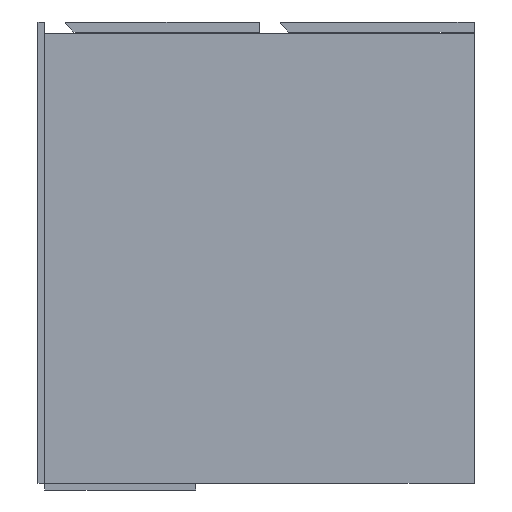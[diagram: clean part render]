
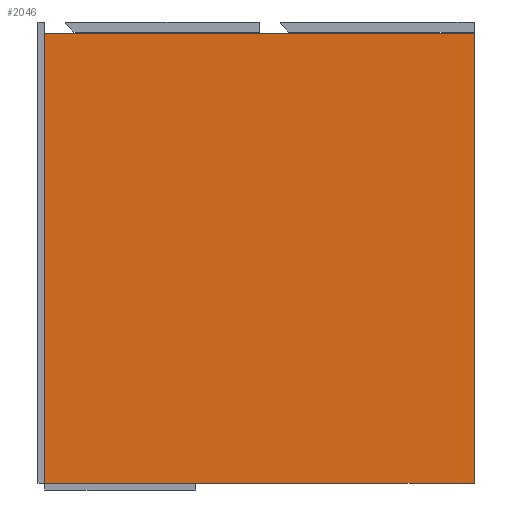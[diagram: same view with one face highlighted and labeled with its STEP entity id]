
A CAD part, left-side view. The second image highlights one B-rep face of the part: STEP entity #2046.
In plain terms, the highlighted planar face has unit normal (-1, 0, 0).
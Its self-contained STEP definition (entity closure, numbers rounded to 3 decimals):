
#40 = DIRECTION ( 'NONE',  ( 1., 0., 0. ) ) ;
#217 = CARTESIAN_POINT ( 'NONE',  ( 2., 1048.337, -550. ) ) ;
#254 = VERTEX_POINT ( 'NONE', #4913 ) ;
#360 = VECTOR ( 'NONE', #7915, 1000. ) ;
#2046 = ADVANCED_FACE ( 'NONE', ( #10285 ), #7676, .F. ) ;
#3668 = DIRECTION ( 'NONE',  ( 0., -1., 0. ) ) ;
#3672 = VERTEX_POINT ( 'NONE', #8809 ) ;
#4497 = CARTESIAN_POINT ( 'NONE',  ( 2., 0., -14. ) ) ;
#4893 = LINE ( 'NONE', #16231, #7778 ) ;
#4913 = CARTESIAN_POINT ( 'NONE',  ( 2., 512., -14. ) ) ;
#5180 = EDGE_CURVE ( 'NONE', #3672, #7545, #4893, .T. ) ;
#5580 = EDGE_LOOP ( 'NONE', ( #13393, #12007, #8593, #12367 ) ) ;
#5688 = EDGE_CURVE ( 'NONE', #7545, #8682, #13267, .T. ) ;
#6154 = EDGE_CURVE ( 'NONE', #3672, #254, #9075, .T. ) ;
#7080 = EDGE_CURVE ( 'NONE', #254, #8682, #13013, .T. ) ;
#7545 = VERTEX_POINT ( 'NONE', #15007 ) ;
#7676 = PLANE ( 'NONE',  #11228 ) ;
#7778 = VECTOR ( 'NONE', #3668, 1000. ) ;
#7849 = CARTESIAN_POINT ( 'NONE',  ( 2., 1048.337, -14. ) ) ;
#7852 = DIRECTION ( 'NONE',  ( 0., 0., -1. ) ) ;
#7915 = DIRECTION ( 'NONE',  ( 0., 0., 1. ) ) ;
#8257 = CARTESIAN_POINT ( 'NONE',  ( 2., 0., -550. ) ) ;
#8593 = ORIENTED_EDGE ( 'NONE', *, *, #5688, .T. ) ;
#8682 = VERTEX_POINT ( 'NONE', #4497 ) ;
#8809 = CARTESIAN_POINT ( 'NONE',  ( 2., 512., -550. ) ) ;
#8932 = DIRECTION ( 'NONE',  ( 0., -1., 0. ) ) ;
#9075 = LINE ( 'NONE', #12907, #360 ) ;
#9147 = VECTOR ( 'NONE', #8932, 1000. ) ;
#10285 = FACE_OUTER_BOUND ( 'NONE', #5580, .T. ) ;
#11228 = AXIS2_PLACEMENT_3D ( 'NONE', #217, #40, #7852 ) ;
#12007 = ORIENTED_EDGE ( 'NONE', *, *, #5180, .T. ) ;
#12367 = ORIENTED_EDGE ( 'NONE', *, *, #7080, .F. ) ;
#12907 = CARTESIAN_POINT ( 'NONE',  ( 2., 512., -550. ) ) ;
#13013 = LINE ( 'NONE', #7849, #9147 ) ;
#13267 = LINE ( 'NONE', #8257, #13908 ) ;
#13393 = ORIENTED_EDGE ( 'NONE', *, *, #6154, .F. ) ;
#13908 = VECTOR ( 'NONE', #15845, 1000. ) ;
#15007 = CARTESIAN_POINT ( 'NONE',  ( 2., 0., -550. ) ) ;
#15845 = DIRECTION ( 'NONE',  ( 0., 0., 1. ) ) ;
#16231 = CARTESIAN_POINT ( 'NONE',  ( 2., 1048.337, -550. ) ) ;
